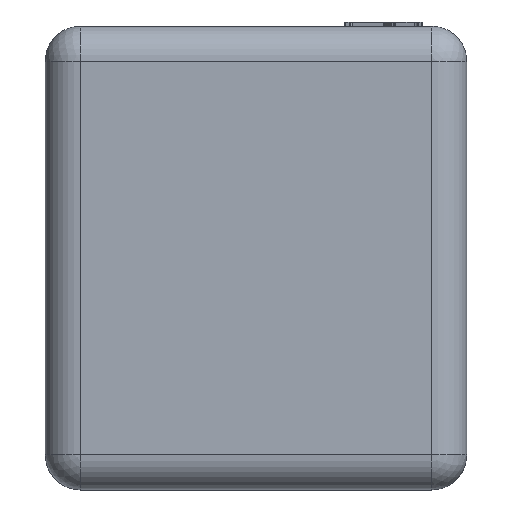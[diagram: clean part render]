
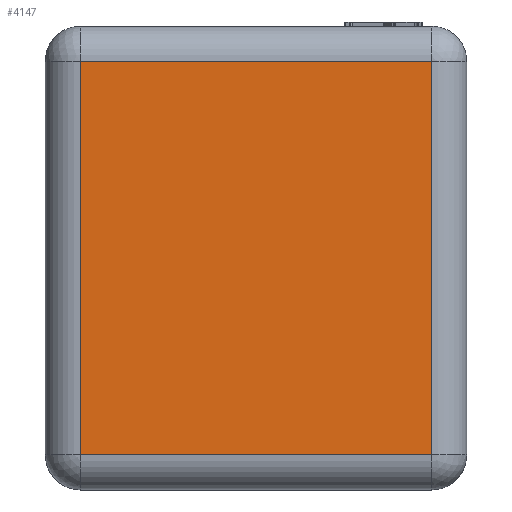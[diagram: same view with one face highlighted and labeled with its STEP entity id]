
A CAD part, left-side view. The second image highlights one B-rep face of the part: STEP entity #4147.
In plain terms, the highlighted planar face has unit normal (-1, 0, 0).
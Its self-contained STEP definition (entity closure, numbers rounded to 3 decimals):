
#369=PLANE('',#4495);
#455=LINE('',#5821,#827);
#457=LINE('',#5831,#829);
#462=LINE('',#5848,#834);
#464=LINE('',#5851,#836);
#827=VECTOR('',#4812,10.);
#829=VECTOR('',#4824,10.);
#834=VECTOR('',#4843,10.);
#836=VECTOR('',#4847,10.);
#1241=FACE_OUTER_BOUND('',#1473,.T.);
#1473=EDGE_LOOP('',(#2881,#2882,#2883,#2884));
#1757=VERTEX_POINT('',#5801);
#1761=VERTEX_POINT('',#5809);
#1765=VERTEX_POINT('',#5824);
#1772=VERTEX_POINT('',#5843);
#2190=EDGE_CURVE('',#1757,#1761,#455,.T.);
#2195=EDGE_CURVE('',#1765,#1757,#457,.T.);
#2204=EDGE_CURVE('',#1761,#1772,#462,.T.);
#2206=EDGE_CURVE('',#1772,#1765,#464,.T.);
#2881=ORIENTED_EDGE('',*,*,#2190,.F.);
#2882=ORIENTED_EDGE('',*,*,#2195,.F.);
#2883=ORIENTED_EDGE('',*,*,#2206,.F.);
#2884=ORIENTED_EDGE('',*,*,#2204,.F.);
#4147=ADVANCED_FACE('',(#1241),#369,.T.);
#4495=AXIS2_PLACEMENT_3D('',#5868,#4866,#4867);
#4812=DIRECTION('',(0.,1.,0.));
#4824=DIRECTION('',(0.,0.,-1.));
#4843=DIRECTION('',(0.,0.,1.));
#4847=DIRECTION('',(0.,-1.,0.));
#4866=DIRECTION('center_axis',(-1.,0.,0.));
#4867=DIRECTION('ref_axis',(0.,-1.,0.));
#5801=CARTESIAN_POINT('',(-0.3,-0.125,0.025));
#5809=CARTESIAN_POINT('',(-0.3,0.125,0.025));
#5821=CARTESIAN_POINT('',(-0.3,0.075,0.025));
#5824=CARTESIAN_POINT('',(-0.3,-0.125,0.305));
#5831=CARTESIAN_POINT('',(-0.3,-0.125,0.));
#5843=CARTESIAN_POINT('',(-0.3,0.125,0.305));
#5848=CARTESIAN_POINT('',(-0.3,0.125,0.));
#5851=CARTESIAN_POINT('',(-0.3,0.075,0.305));
#5868=CARTESIAN_POINT('Origin',(-0.3,0.15,0.));
